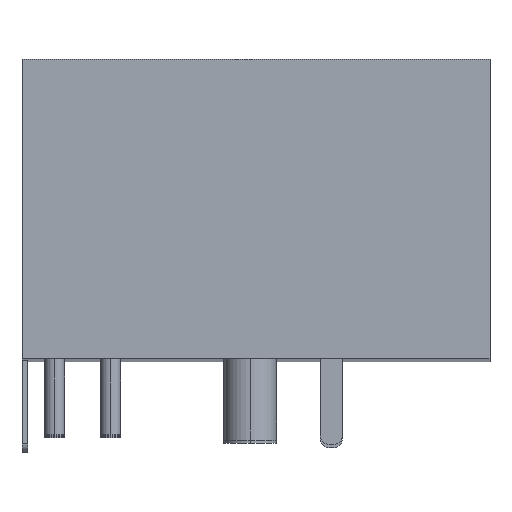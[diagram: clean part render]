
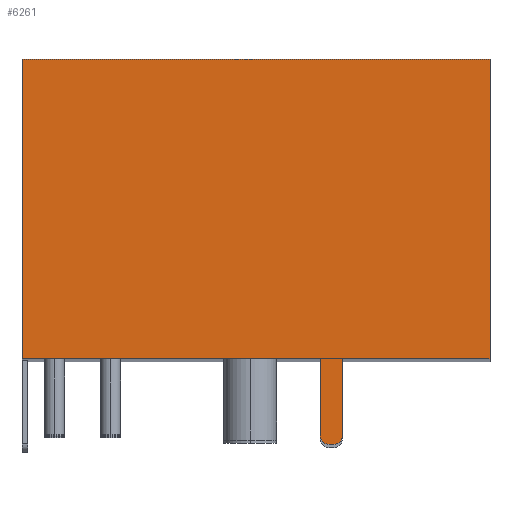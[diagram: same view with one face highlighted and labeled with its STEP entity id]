
A CAD part, top view. The second image highlights one B-rep face of the part: STEP entity #6261.
In plain terms, the highlighted planar face has unit normal (0, 0, 1).
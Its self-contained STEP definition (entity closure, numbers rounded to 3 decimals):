
#116 = DIRECTION ( 'NONE',  ( 1., 0., 0. ) ) ;
#355 = EDGE_CURVE ( 'NONE', #5245, #4167, #4078, .T. ) ;
#497 = CARTESIAN_POINT ( 'NONE',  ( -7.71, -3.5, 87. ) ) ;
#683 = EDGE_CURVE ( 'NONE', #2124, #2116, #2946, .T. ) ;
#881 = DIRECTION ( 'NONE',  ( 0., 1., 0. ) ) ;
#890 = CARTESIAN_POINT ( 'NONE',  ( 0., 13.6, 87. ) ) ;
#972 = VERTEX_POINT ( 'NONE', #4222 ) ;
#976 = LINE ( 'NONE', #5418, #6660 ) ;
#1032 = EDGE_CURVE ( 'NONE', #972, #1523, #976, .T. ) ;
#1079 = ORIENTED_EDGE ( 'NONE', *, *, #4232, .T. ) ;
#1093 = VECTOR ( 'NONE', #116, 1000. ) ;
#1233 = VECTOR ( 'NONE', #2802, 1000. ) ;
#1243 = CARTESIAN_POINT ( 'NONE',  ( -7.71, -3.9, 87. ) ) ;
#1313 = EDGE_CURVE ( 'NONE', #1523, #2361, #3184, .T. ) ;
#1481 = DIRECTION ( 'NONE',  ( 0., -1., 0. ) ) ;
#1523 = VERTEX_POINT ( 'NONE', #497 ) ;
#1527 = CARTESIAN_POINT ( 'NONE',  ( -7.11, -3.5, 87. ) ) ;
#1618 = VECTOR ( 'NONE', #7260, 1000. ) ;
#1655 = VECTOR ( 'NONE', #881, 1000. ) ;
#1714 = ORIENTED_EDGE ( 'NONE', *, *, #5414, .T. ) ;
#1741 = AXIS2_PLACEMENT_3D ( 'NONE', #5273, #1945, #5888 ) ;
#1945 = DIRECTION ( 'NONE',  ( 0., 0., 1. ) ) ;
#2113 = DIRECTION ( 'NONE',  ( 1., 0., 0. ) ) ;
#2116 = VERTEX_POINT ( 'NONE', #4575 ) ;
#2124 = VERTEX_POINT ( 'NONE', #4041 ) ;
#2166 = VECTOR ( 'NONE', #2730, 1000. ) ;
#2175 = ORIENTED_EDGE ( 'NONE', *, *, #1313, .T. ) ;
#2235 = ORIENTED_EDGE ( 'NONE', *, *, #1032, .T. ) ;
#2345 = ORIENTED_EDGE ( 'NONE', *, *, #6950, .T. ) ;
#2361 = VERTEX_POINT ( 'NONE', #2447 ) ;
#2447 = CARTESIAN_POINT ( 'NONE',  ( -7.31, -3.9, 87. ) ) ;
#2543 = CARTESIAN_POINT ( 'NONE',  ( -7.31, -3.5, 87. ) ) ;
#2653 = VERTEX_POINT ( 'NONE', #4938 ) ;
#2693 = EDGE_LOOP ( 'NONE', ( #1714, #1079, #3479, #5428, #2345, #6863, #7209, #3203, #2235, #2175 ) ) ;
#2730 = DIRECTION ( 'NONE',  ( 1., 0., 0. ) ) ;
#2740 = EDGE_CURVE ( 'NONE', #2116, #3432, #2752, .T. ) ;
#2752 = LINE ( 'NONE', #5602, #1233 ) ;
#2802 = DIRECTION ( 'NONE',  ( 0., -1., 0. ) ) ;
#2946 = LINE ( 'NONE', #3302, #1618 ) ;
#3096 = DIRECTION ( 'NONE',  ( 1., 0., 0. ) ) ;
#3184 = CIRCLE ( 'NONE', #4582, 0.4 ) ;
#3203 = ORIENTED_EDGE ( 'NONE', *, *, #3393, .T. ) ;
#3302 = CARTESIAN_POINT ( 'NONE',  ( -21.27, 13.6, 87. ) ) ;
#3385 = CARTESIAN_POINT ( 'NONE',  ( -6.71, 0., 87. ) ) ;
#3393 = EDGE_CURVE ( 'NONE', #3432, #972, #6778, .T. ) ;
#3432 = VERTEX_POINT ( 'NONE', #6703 ) ;
#3479 = ORIENTED_EDGE ( 'NONE', *, *, #355, .T. ) ;
#3668 = CARTESIAN_POINT ( 'NONE',  ( 0., 0., 87. ) ) ;
#3704 = CARTESIAN_POINT ( 'NONE',  ( -6.71, 0., 87. ) ) ;
#3755 = LINE ( 'NONE', #1243, #1093 ) ;
#3804 = CIRCLE ( 'NONE', #6918, 0.4 ) ;
#4041 = CARTESIAN_POINT ( 'NONE',  ( 0., 13.6, 87. ) ) ;
#4078 = LINE ( 'NONE', #3385, #5423 ) ;
#4151 = PLANE ( 'NONE',  #1741 ) ;
#4167 = VERTEX_POINT ( 'NONE', #3704 ) ;
#4222 = CARTESIAN_POINT ( 'NONE',  ( -7.71, 0., 87. ) ) ;
#4232 = EDGE_CURVE ( 'NONE', #2653, #5245, #3804, .T. ) ;
#4575 = CARTESIAN_POINT ( 'NONE',  ( -21.27, 13.6, 87. ) ) ;
#4582 = AXIS2_PLACEMENT_3D ( 'NONE', #2543, #6477, #3096 ) ;
#4938 = CARTESIAN_POINT ( 'NONE',  ( -7.11, -3.9, 87. ) ) ;
#4941 = CARTESIAN_POINT ( 'NONE',  ( -6.71, 0., 87. ) ) ;
#5127 = DIRECTION ( 'NONE',  ( 0., 1., 0. ) ) ;
#5245 = VERTEX_POINT ( 'NONE', #6775 ) ;
#5258 = VECTOR ( 'NONE', #5513, 1000. ) ;
#5273 = CARTESIAN_POINT ( 'NONE',  ( 0., 0., 87. ) ) ;
#5414 = EDGE_CURVE ( 'NONE', #2361, #2653, #3755, .T. ) ;
#5418 = CARTESIAN_POINT ( 'NONE',  ( -7.71, 0., 87. ) ) ;
#5423 = VECTOR ( 'NONE', #5127, 1000. ) ;
#5428 = ORIENTED_EDGE ( 'NONE', *, *, #7078, .T. ) ;
#5476 = DIRECTION ( 'NONE',  ( 0., 0., 1. ) ) ;
#5513 = DIRECTION ( 'NONE',  ( 1., 0., 0. ) ) ;
#5528 = CARTESIAN_POINT ( 'NONE',  ( -21.02, 0., 87. ) ) ;
#5591 = VERTEX_POINT ( 'NONE', #3668 ) ;
#5602 = CARTESIAN_POINT ( 'NONE',  ( -21.27, 13.6, 87. ) ) ;
#5888 = DIRECTION ( 'NONE',  ( 1., 0., 0. ) ) ;
#5970 = FACE_OUTER_BOUND ( 'NONE', #2693, .T. ) ;
#6261 = ADVANCED_FACE ( 'NONE', ( #5970 ), #4151, .T. ) ;
#6346 = LINE ( 'NONE', #890, #1655 ) ;
#6477 = DIRECTION ( 'NONE',  ( 0., 0., 1. ) ) ;
#6660 = VECTOR ( 'NONE', #1481, 1000. ) ;
#6703 = CARTESIAN_POINT ( 'NONE',  ( -21.27, 0., 87. ) ) ;
#6775 = CARTESIAN_POINT ( 'NONE',  ( -6.71, -3.5, 87. ) ) ;
#6778 = LINE ( 'NONE', #5528, #2166 ) ;
#6781 = LINE ( 'NONE', #4941, #5258 ) ;
#6863 = ORIENTED_EDGE ( 'NONE', *, *, #683, .T. ) ;
#6918 = AXIS2_PLACEMENT_3D ( 'NONE', #1527, #5476, #2113 ) ;
#6950 = EDGE_CURVE ( 'NONE', #5591, #2124, #6346, .T. ) ;
#7078 = EDGE_CURVE ( 'NONE', #4167, #5591, #6781, .T. ) ;
#7209 = ORIENTED_EDGE ( 'NONE', *, *, #2740, .T. ) ;
#7260 = DIRECTION ( 'NONE',  ( -1., 0., 0. ) ) ;
